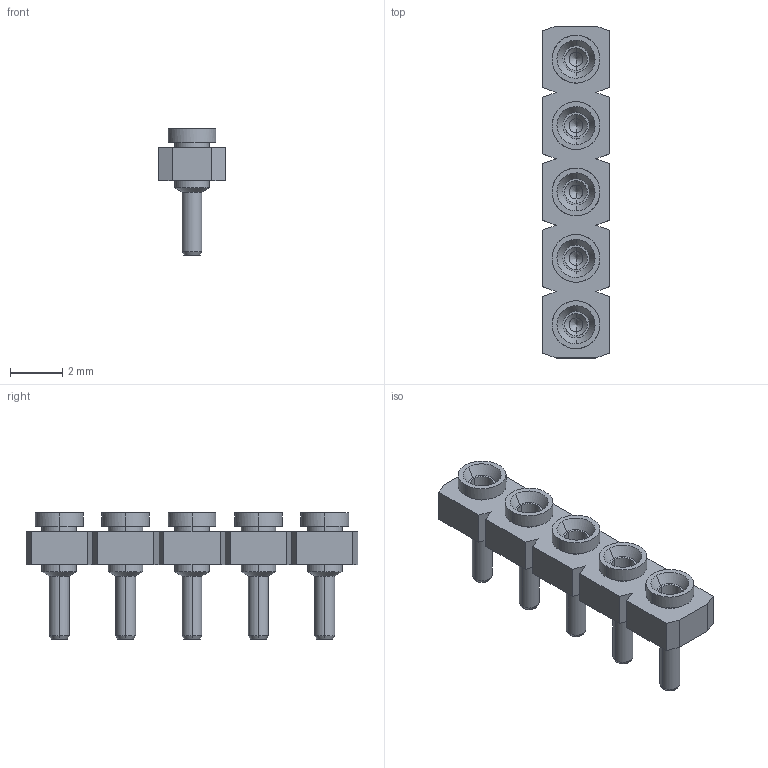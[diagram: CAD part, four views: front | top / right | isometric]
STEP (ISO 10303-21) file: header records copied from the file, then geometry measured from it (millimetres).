
FILE_DESCRIPTION(/* description */ (''),/* implementation_level */ '2;1');
FILE_NAME(/* name */ 'SL-105~1',/* time_stamp */ '2020-01-15T13:25:15+01:00',/* author */ (''),/* organization */ (''),/* preprocessor_version */ 'ST-DEVELOPER v15',/* originating_system */ '',/* authorisation */ '');
FILE_SCHEMA (('AUTOMOTIVE_DESIGN'));
Length unit declared in the file: millimetre
Products named in the file (1): Document
Bounding box: 2.54 x 12.7 x 4.83 mm (x, y, z)
Volume: 47.1 mm3; surface area: 273.5 mm2
Topology: 6 solids, 6 shells, 189 faces, 436 edges, 269 vertices
Faces by surface type: bspline 130, plane 59
Entity records: 5668 total; most frequent: CARTESIAN_POINT 3002, ORIENTED_EDGE 852, EDGE_CURVE 426, VERTEX_POINT 269, B_SPLINE_CURVE_WITH_KNOTS 226, EDGE_LOOP 219, ADVANCED_FACE 189, FACE_OUTER_BOUND 189
